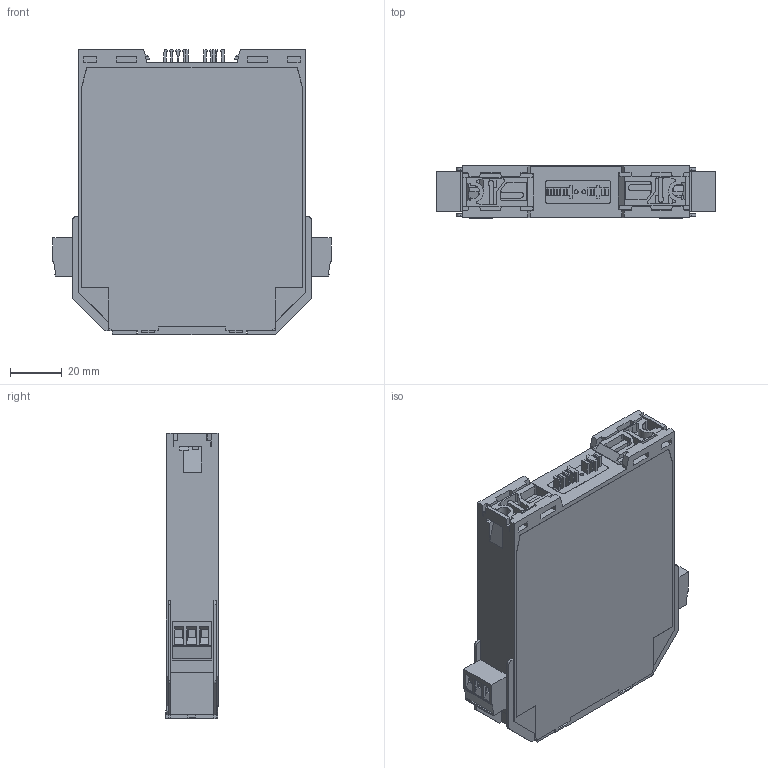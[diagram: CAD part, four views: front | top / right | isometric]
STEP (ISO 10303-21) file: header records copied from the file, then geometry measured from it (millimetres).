
FILE_DESCRIPTION((''),'2;1');
FILE_NAME('CAD-8895_SCHRUMPF_ASM','2023-12-04T09:17:49',('creinig-se'),(''),'CREO PARAMETRIC BY PTC INC, 2022284','CREO PARAMETRIC BY PTC INC, 2022284','');
FILE_SCHEMA(('CONFIG_CONTROL_DESIGN','SHAPE_APPEARANCE_LAYERS_GROUPS'));
Length unit declared in the file: millimetre
Products named in the file (5): CAD-8895_SINGLE_20MM_SW0001; CAD-7210_MSTB_2_5-HC-3-ST-5; CAD-7210_K-SYS-SPRING-CONTACT; CAD-8895_COVER_20MM; CAD-8895_SCHRUMPF_ASM
Assembly tree (5 placements, depth 2):
  CAD-8895_SCHRUMPF_ASM
    CAD-8895_SINGLE_20MM_SW0001
    CAD-7210_MSTB_2_5-HC-3-ST-5  x2
    CAD-7210_K-SYS-SPRING-CONTACT
    CAD-8895_COVER_20MM
Bounding box: 107.3 x 20.1 x 110 mm (x, y, z)
Volume: 182426.5 mm3; surface area: 38021.6 mm2
Topology: 5 solids, 5 shells, 1212 faces, 3412 edges, 2166 vertices
Faces by surface type: plane 918, cylinder 242, bspline 52
Entity records: 39285 total; most frequent: CARTESIAN_POINT 6637, ORIENTED_EDGE 5414, DIRECTION 5023, EDGE_CURVE 2707, VECTOR 2229, LINE 2229, PRESENTATION_STYLE_ASSIGNMENT 1855, STYLED_ITEM 1855
